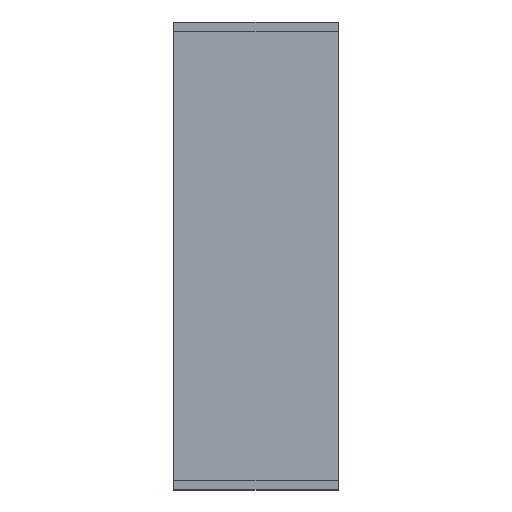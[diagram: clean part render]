
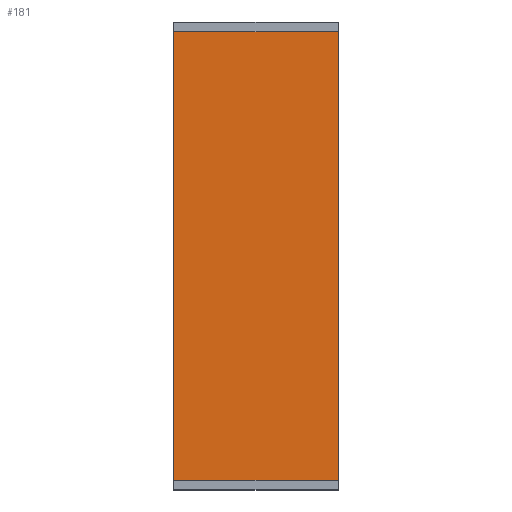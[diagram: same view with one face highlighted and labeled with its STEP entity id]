
A CAD part, top view. The second image highlights one B-rep face of the part: STEP entity #181.
In plain terms, the highlighted planar face has unit normal (0, 0, 1).
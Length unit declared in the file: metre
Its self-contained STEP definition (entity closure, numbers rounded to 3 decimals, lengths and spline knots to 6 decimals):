
#28=ORIENTED_EDGE('',*,*,#74,.F.);
#29=ORIENTED_EDGE('',*,*,#75,.T.);
#30=ORIENTED_EDGE('',*,*,#69,.T.);
#31=ORIENTED_EDGE('',*,*,#76,.F.);
#69=EDGE_CURVE('',#93,#92,#109,.T.);
#74=EDGE_CURVE('',#96,#97,#114,.T.);
#75=EDGE_CURVE('',#96,#93,#115,.T.);
#76=EDGE_CURVE('',#97,#92,#116,.T.);
#92=VERTEX_POINT('',#277);
#93=VERTEX_POINT('',#279);
#96=VERTEX_POINT('',#289);
#97=VERTEX_POINT('',#290);
#109=LINE('',#278,#133);
#114=LINE('',#288,#138);
#115=LINE('',#291,#139);
#116=LINE('',#292,#140);
#133=VECTOR('',#226,1.);
#138=VECTOR('',#235,1.);
#139=VECTOR('',#236,1.);
#140=VECTOR('',#237,1.);
#151=EDGE_LOOP('',(#28,#29,#30,#31));
#161=FACE_BOUND('',#151,.T.);
#171=PLANE('',#204);
#181=ADVANCED_FACE('',(#161),#171,.T.);
#204=AXIS2_PLACEMENT_3D('',#287,#233,#234);
#226=DIRECTION('',(0.,1.,0.));
#233=DIRECTION('',(0.,0.,1.));
#234=DIRECTION('',(1.,0.,0.));
#235=DIRECTION('',(0.,1.,0.));
#236=DIRECTION('',(1.,0.,0.));
#237=DIRECTION('',(1.,0.,0.));
#277=CARTESIAN_POINT('',(0.0337,0.094,0.004));
#278=CARTESIAN_POINT('',(0.0337,0.048,0.004));
#279=CARTESIAN_POINT('',(0.0337,0.002,0.004));
#287=CARTESIAN_POINT('',(0.01685,0.048,0.004));
#288=CARTESIAN_POINT('',(0.,0.048,0.004));
#289=CARTESIAN_POINT('',(0.,0.002,0.004));
#290=CARTESIAN_POINT('',(0.,0.094,0.004));
#291=CARTESIAN_POINT('',(-0.068132,0.002,0.004));
#292=CARTESIAN_POINT('',(-0.068132,0.094,0.004));
